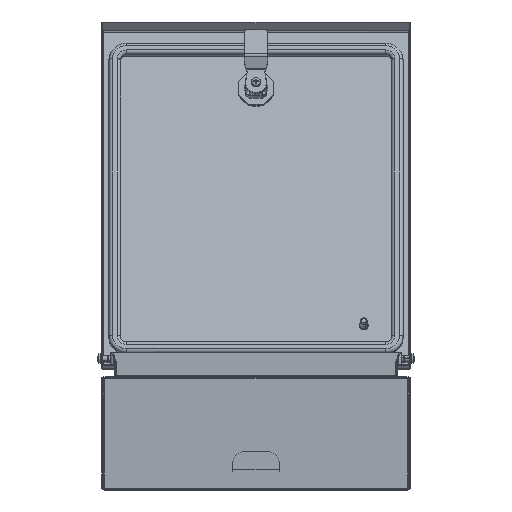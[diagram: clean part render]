
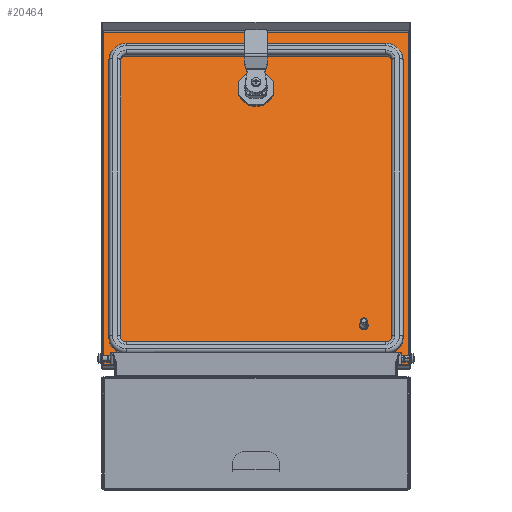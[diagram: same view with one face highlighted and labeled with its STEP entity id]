
A CAD part, left-side view. The second image highlights one B-rep face of the part: STEP entity #20464.
In plain terms, the highlighted face is planar.
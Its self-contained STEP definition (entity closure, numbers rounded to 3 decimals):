
#287 = VECTOR ( 'NONE', #17068, 1000. ) ;
#523 = EDGE_CURVE ( 'NONE', #14644, #6244, #19614, .T. ) ;
#967 = DIRECTION ( 'NONE',  ( 0., 0., 1. ) ) ;
#1081 = CARTESIAN_POINT ( 'NONE',  ( 40., -0.7, -225.5 ) ) ;
#1187 = ORIENTED_EDGE ( 'NONE', *, *, #17369, .T. ) ;
#1372 = CIRCLE ( 'NONE', #18711, 3.5 ) ;
#1798 = VECTOR ( 'NONE', #13168, 1000. ) ;
#1815 = CARTESIAN_POINT ( 'NONE',  ( 261.5, -0.7, -122.75 ) ) ;
#1932 = DIRECTION ( 'NONE',  ( 0., 0., 1. ) ) ;
#2522 = VERTEX_POINT ( 'NONE', #6528 ) ;
#2583 = VERTEX_POINT ( 'NONE', #1815 ) ;
#2731 = CIRCLE ( 'NONE', #12285, 3.5 ) ;
#2918 = CARTESIAN_POINT ( 'NONE',  ( 308.3, -0.7, -263.3 ) ) ;
#3025 = CARTESIAN_POINT ( 'NONE',  ( 249., -0.7, -122.75 ) ) ;
#3100 = DIRECTION ( 'NONE',  ( 0., 1., 0. ) ) ;
#3334 = LINE ( 'NONE', #23601, #21141 ) ;
#3410 = ORIENTED_EDGE ( 'NONE', *, *, #4481, .T. ) ;
#4403 = CARTESIAN_POINT ( 'NONE',  ( 1.7, -0.7, -263.3 ) ) ;
#4468 = EDGE_LOOP ( 'NONE', ( #13756, #3410, #14839, #22597, #15830, #17455, #23109, #1187 ) ) ;
#4481 = EDGE_CURVE ( 'NONE', #28075, #5048, #2731, .T. ) ;
#4660 = VECTOR ( 'NONE', #22366, 1000. ) ;
#4839 = LINE ( 'NONE', #5533, #27838 ) ;
#5048 = VERTEX_POINT ( 'NONE', #27789 ) ;
#5278 = CARTESIAN_POINT ( 'NONE',  ( 1.7, -0.7, -1.7 ) ) ;
#5533 = CARTESIAN_POINT ( 'NONE',  ( 308.3, -0.7, -0.877 ) ) ;
#5540 = CIRCLE ( 'NONE', #12022, 0.5 ) ;
#5831 = AXIS2_PLACEMENT_3D ( 'NONE', #23242, #9853, #25467 ) ;
#6244 = VERTEX_POINT ( 'NONE', #4403 ) ;
#6528 = CARTESIAN_POINT ( 'NONE',  ( 265., -0.7, -126.25 ) ) ;
#6618 = CARTESIAN_POINT ( 'NONE',  ( 0., -0.7, -122.75 ) ) ;
#6653 = EDGE_CURVE ( 'NONE', #6244, #11257, #3334, .T. ) ;
#6766 = CARTESIAN_POINT ( 'NONE',  ( 0., -0.7, -142.25 ) ) ;
#6857 = EDGE_CURVE ( 'NONE', #9855, #2583, #25329, .T. ) ;
#7112 = CARTESIAN_POINT ( 'NONE',  ( 261.5, -0.7, -138.75 ) ) ;
#7143 = VERTEX_POINT ( 'NONE', #1081 ) ;
#7762 = CARTESIAN_POINT ( 'NONE',  ( 245.5, -0.7, -126.25 ) ) ;
#7779 = DIRECTION ( 'NONE',  ( 0., -1., 0. ) ) ;
#7936 = CARTESIAN_POINT ( 'NONE',  ( 265., -0.7, -138.75 ) ) ;
#8080 = CARTESIAN_POINT ( 'NONE',  ( 308.3, -0.7, -1.7 ) ) ;
#8109 = ORIENTED_EDGE ( 'NONE', *, *, #14242, .F. ) ;
#8129 = CARTESIAN_POINT ( 'NONE',  ( 245.5, -0.7, 0. ) ) ;
#8250 = CIRCLE ( 'NONE', #26672, 3.5 ) ;
#8590 = EDGE_CURVE ( 'NONE', #5048, #24685, #15133, .T. ) ;
#9320 = DIRECTION ( 'NONE',  ( 0., 0., 1. ) ) ;
#9526 = CARTESIAN_POINT ( 'NONE',  ( 261.5, -0.7, -126.25 ) ) ;
#9853 = DIRECTION ( 'NONE',  ( 0., -1., 0. ) ) ;
#9855 = VERTEX_POINT ( 'NONE', #3025 ) ;
#9947 = EDGE_CURVE ( 'NONE', #14209, #19860, #10309, .T. ) ;
#10044 = CARTESIAN_POINT ( 'NONE',  ( 249., -0.7, -142.25 ) ) ;
#10309 = LINE ( 'NONE', #8129, #27374 ) ;
#10542 = FACE_OUTER_BOUND ( 'NONE', #15718, .T. ) ;
#10886 = CIRCLE ( 'NONE', #27435, 3.5 ) ;
#11257 = VERTEX_POINT ( 'NONE', #5278 ) ;
#11457 = DIRECTION ( 'NONE',  ( -1., 0., 0. ) ) ;
#11759 = DIRECTION ( 'NONE',  ( 0., 0., 1. ) ) ;
#11989 = CARTESIAN_POINT ( 'NONE',  ( 0., -0.7, 0. ) ) ;
#12022 = AXIS2_PLACEMENT_3D ( 'NONE', #21116, #7779, #23404 ) ;
#12259 = VECTOR ( 'NONE', #11457, 1000. ) ;
#12285 = AXIS2_PLACEMENT_3D ( 'NONE', #7112, #22711, #9320 ) ;
#12457 = EDGE_LOOP ( 'NONE', ( #23148, #8109 ) ) ;
#12671 = CARTESIAN_POINT ( 'NONE',  ( 249., -0.7, -126.25 ) ) ;
#12694 = CARTESIAN_POINT ( 'NONE',  ( 40., -0.7, -224.5 ) ) ;
#13168 = DIRECTION ( 'NONE',  ( 1., 0., 0. ) ) ;
#13756 = ORIENTED_EDGE ( 'NONE', *, *, #13784, .T. ) ;
#13784 = EDGE_CURVE ( 'NONE', #2522, #28075, #24081, .T. ) ;
#14053 = CIRCLE ( 'NONE', #5831, 0.5 ) ;
#14209 = VERTEX_POINT ( 'NONE', #16467 ) ;
#14242 = EDGE_CURVE ( 'NONE', #22600, #7143, #5540, .T. ) ;
#14244 = EDGE_CURVE ( 'NONE', #17564, #14644, #4839, .T. ) ;
#14644 = VERTEX_POINT ( 'NONE', #2918 ) ;
#14839 = ORIENTED_EDGE ( 'NONE', *, *, #8590, .T. ) ;
#14939 = DIRECTION ( 'NONE',  ( 0., 0., 1. ) ) ;
#15133 = LINE ( 'NONE', #6766, #4660 ) ;
#15317 = DIRECTION ( 'NONE',  ( 0., 1., 0. ) ) ;
#15421 = CARTESIAN_POINT ( 'NONE',  ( 0.877, -0.7, -1.7 ) ) ;
#15718 = EDGE_LOOP ( 'NONE', ( #20560, #27489, #16735, #24868 ) ) ;
#15830 = ORIENTED_EDGE ( 'NONE', *, *, #9947, .T. ) ;
#16467 = CARTESIAN_POINT ( 'NONE',  ( 245.5, -0.7, -138.75 ) ) ;
#16494 = FACE_BOUND ( 'NONE', #4468, .T. ) ;
#16648 = DIRECTION ( 'NONE',  ( 0., 0., -1. ) ) ;
#16735 = ORIENTED_EDGE ( 'NONE', *, *, #24915, .F. ) ;
#17068 = DIRECTION ( 'NONE',  ( 0., 0., -1. ) ) ;
#17369 = EDGE_CURVE ( 'NONE', #2583, #2522, #8250, .T. ) ;
#17455 = ORIENTED_EDGE ( 'NONE', *, *, #22154, .T. ) ;
#17564 = VERTEX_POINT ( 'NONE', #8080 ) ;
#18711 = AXIS2_PLACEMENT_3D ( 'NONE', #12671, #28273, #14939 ) ;
#18734 = DIRECTION ( 'NONE',  ( 0., 0., 1. ) ) ;
#19115 = CARTESIAN_POINT ( 'NONE',  ( 265., -0.7, 0. ) ) ;
#19614 = LINE ( 'NONE', #24841, #12259 ) ;
#19860 = VERTEX_POINT ( 'NONE', #7762 ) ;
#20464 = ADVANCED_FACE ( 'NONE', ( #28331, #16494, #10542 ), #27581, .F. ) ;
#20560 = ORIENTED_EDGE ( 'NONE', *, *, #523, .F. ) ;
#20759 = EDGE_CURVE ( 'NONE', #24685, #14209, #10886, .T. ) ;
#21116 = CARTESIAN_POINT ( 'NONE',  ( 40., -0.7, -225. ) ) ;
#21141 = VECTOR ( 'NONE', #25913, 1000. ) ;
#22154 = EDGE_CURVE ( 'NONE', #19860, #9855, #1372, .T. ) ;
#22208 = DIRECTION ( 'NONE',  ( 1., 0., 0. ) ) ;
#22366 = DIRECTION ( 'NONE',  ( -1., 0., 0. ) ) ;
#22597 = ORIENTED_EDGE ( 'NONE', *, *, #20759, .T. ) ;
#22600 = VERTEX_POINT ( 'NONE', #12694 ) ;
#22711 = DIRECTION ( 'NONE',  ( 0., 1., 0. ) ) ;
#23109 = ORIENTED_EDGE ( 'NONE', *, *, #6857, .T. ) ;
#23148 = ORIENTED_EDGE ( 'NONE', *, *, #24589, .F. ) ;
#23242 = CARTESIAN_POINT ( 'NONE',  ( 40., -0.7, -225. ) ) ;
#23404 = DIRECTION ( 'NONE',  ( 0., 0., -1. ) ) ;
#23601 = CARTESIAN_POINT ( 'NONE',  ( 1.7, -0.7, -264.123 ) ) ;
#24081 = LINE ( 'NONE', #19115, #287 ) ;
#24589 = EDGE_CURVE ( 'NONE', #7143, #22600, #14053, .T. ) ;
#24685 = VERTEX_POINT ( 'NONE', #10044 ) ;
#24841 = CARTESIAN_POINT ( 'NONE',  ( 309.123, -0.7, -263.3 ) ) ;
#24868 = ORIENTED_EDGE ( 'NONE', *, *, #6653, .F. ) ;
#24915 = EDGE_CURVE ( 'NONE', #11257, #17564, #25545, .T. ) ;
#25149 = DIRECTION ( 'NONE',  ( 0., 1., 0. ) ) ;
#25329 = LINE ( 'NONE', #6618, #26725 ) ;
#25467 = DIRECTION ( 'NONE',  ( 0., 0., -1. ) ) ;
#25545 = LINE ( 'NONE', #15421, #1798 ) ;
#25913 = DIRECTION ( 'NONE',  ( 0., 0., 1. ) ) ;
#26538 = AXIS2_PLACEMENT_3D ( 'NONE', #11989, #3100, #18734 ) ;
#26672 = AXIS2_PLACEMENT_3D ( 'NONE', #9526, #25149, #11759 ) ;
#26725 = VECTOR ( 'NONE', #22208, 1000. ) ;
#27374 = VECTOR ( 'NONE', #967, 1000. ) ;
#27435 = AXIS2_PLACEMENT_3D ( 'NONE', #28645, #15317, #1932 ) ;
#27489 = ORIENTED_EDGE ( 'NONE', *, *, #14244, .F. ) ;
#27581 = PLANE ( 'NONE',  #26538 ) ;
#27789 = CARTESIAN_POINT ( 'NONE',  ( 261.5, -0.7, -142.25 ) ) ;
#27838 = VECTOR ( 'NONE', #16648, 1000. ) ;
#28075 = VERTEX_POINT ( 'NONE', #7936 ) ;
#28273 = DIRECTION ( 'NONE',  ( 0., 1., 0. ) ) ;
#28331 = FACE_BOUND ( 'NONE', #12457, .T. ) ;
#28645 = CARTESIAN_POINT ( 'NONE',  ( 249., -0.7, -138.75 ) ) ;
